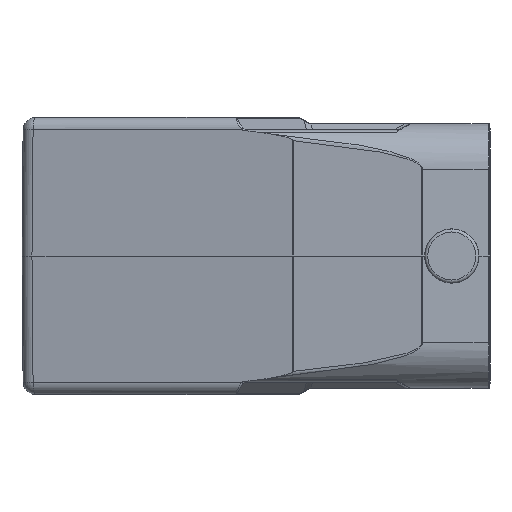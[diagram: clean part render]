
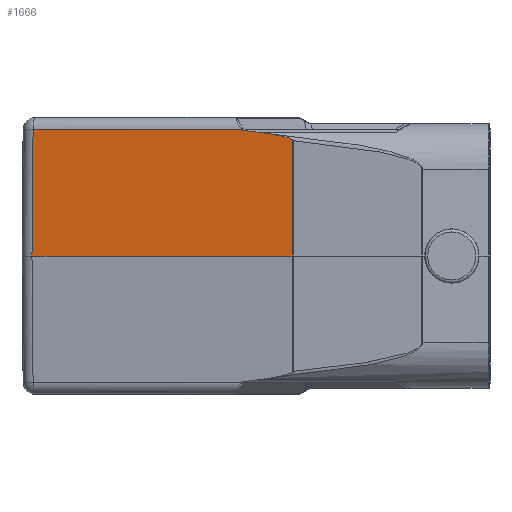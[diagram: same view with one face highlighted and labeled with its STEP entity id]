
A CAD part, left-side view. The second image highlights one B-rep face of the part: STEP entity #1666.
In plain terms, the highlighted planar face has unit normal (-0.982, 0.191, 0.009).
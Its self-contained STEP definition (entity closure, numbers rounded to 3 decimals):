
#330=B_SPLINE_CURVE_WITH_KNOTS('',3,(#17878,#17879,#17880,#17881,#17882,
#17883,#17884,#17885,#17886,#17887),.UNSPECIFIED.,.F.,.F.,(4,3,3,4),(0.,
0.078,0.383,1.),.UNSPECIFIED.);
#1103=FACE_OUTER_BOUND('',#2728,.T.);
#1666=ADVANCED_FACE('',(#1103),#1891,.T.);
#1891=PLANE('',#10439);
#2060=ELLIPSE('',#10420,39.308,7.5);
#2067=ELLIPSE('',#10437,10.482,2.);
#2728=EDGE_LOOP('',(#5721,#5722,#5723,#5724,#5725,#5726,#5727,#5728));
#5721=ORIENTED_EDGE('',*,*,#7892,.F.);
#5722=ORIENTED_EDGE('',*,*,#7889,.T.);
#5723=ORIENTED_EDGE('',*,*,#7885,.F.);
#5724=ORIENTED_EDGE('',*,*,#7854,.T.);
#5725=ORIENTED_EDGE('',*,*,#7845,.T.);
#5726=ORIENTED_EDGE('',*,*,#7842,.T.);
#5727=ORIENTED_EDGE('',*,*,#7958,.T.);
#5728=ORIENTED_EDGE('',*,*,#7977,.T.);
#6553=VERTEX_POINT('',#17888);
#6554=VERTEX_POINT('',#17889);
#6555=VERTEX_POINT('',#17954);
#6561=VERTEX_POINT('',#17972);
#6571=VERTEX_POINT('',#18118);
#6572=VERTEX_POINT('',#18124);
#6575=VERTEX_POINT('',#18132);
#6612=VERTEX_POINT('',#18319);
#7842=EDGE_CURVE('',#6553,#6554,#330,.T.);
#7845=EDGE_CURVE('',#6555,#6553,#8666,.T.);
#7854=EDGE_CURVE('',#6561,#6555,#8671,.T.);
#7885=EDGE_CURVE('',#6561,#6571,#8681,.T.);
#7889=EDGE_CURVE('',#6572,#6571,#8682,.T.);
#7892=EDGE_CURVE('',#6572,#6575,#8684,.T.);
#7958=EDGE_CURVE('',#6554,#6612,#2060,.T.);
#7977=EDGE_CURVE('',#6612,#6575,#2067,.T.);
#8666=LINE('',#17953,#9405);
#8671=LINE('',#17971,#9410);
#8681=LINE('',#18117,#9420);
#8682=LINE('',#18125,#9421);
#8684=LINE('',#18131,#9423);
#9405=VECTOR('',#12791,1.);
#9410=VECTOR('',#12810,1.);
#9420=VECTOR('',#12882,1.);
#9421=VECTOR('',#12893,1.);
#9423=VECTOR('',#12899,1.);
#10420=AXIS2_PLACEMENT_3D('',#18320,#13054,#13055);
#10437=AXIS2_PLACEMENT_3D('',#18389,#13097,#13098);
#10439=AXIS2_PLACEMENT_3D('',#18391,#13101,#13102);
#12791=DIRECTION('',(0.009,-0.001,1.));
#12810=DIRECTION('',(-0.191,-0.982,0.));
#12882=DIRECTION('',(0.007,-0.009,1.));
#12893=DIRECTION('',(0.191,0.982,0.));
#12899=DIRECTION('',(-0.13,-0.634,-0.763));
#13054=DIRECTION('',(-0.982,0.191,0.009));
#13055=DIRECTION('',(0.191,0.982,-0.002));
#13097=DIRECTION('',(-0.982,0.191,0.009));
#13098=DIRECTION('',(0.191,0.982,-0.002));
#13101=DIRECTION('',(-0.982,0.191,0.009));
#13102=DIRECTION('',(-0.191,-0.982,0.));
#17878=CARTESIAN_POINT('',(-44.58,0.024,18.83));
#17879=CARTESIAN_POINT('',(-44.566,0.091,18.904));
#17880=CARTESIAN_POINT('',(-44.548,0.182,18.952));
#17881=CARTESIAN_POINT('',(-44.53,0.271,18.996));
#17882=CARTESIAN_POINT('',(-44.461,0.618,19.168));
#17883=CARTESIAN_POINT('',(-44.387,0.998,19.267));
#17884=CARTESIAN_POINT('',(-44.313,1.373,19.362));
#17885=CARTESIAN_POINT('',(-44.164,2.132,19.555));
#17886=CARTESIAN_POINT('',(-44.012,2.904,19.694));
#17887=CARTESIAN_POINT('',(-43.861,3.676,19.818));
#17888=CARTESIAN_POINT('',(-44.58,0.024,18.83));
#17889=CARTESIAN_POINT('',(-43.861,3.676,19.818));
#17953=CARTESIAN_POINT('',(-44.743,0.048,-0.003));
#17954=CARTESIAN_POINT('',(-44.743,0.048,0.));
#17971=CARTESIAN_POINT('',(-36.514,42.382,0.));
#17972=CARTESIAN_POINT('',(-36.514,42.382,0.));
#18117=CARTESIAN_POINT('',(-36.511,42.379,0.362));
#18118=CARTESIAN_POINT('',(-36.366,42.203,20.517));
#18124=CARTESIAN_POINT('',(-42.957,8.295,20.517));
#18125=CARTESIAN_POINT('',(-42.957,8.295,20.517));
#18131=CARTESIAN_POINT('',(-43.2,7.109,19.091));
#18132=CARTESIAN_POINT('',(-42.981,8.178,20.377));
#18319=CARTESIAN_POINT('',(-43.44,5.83,20.136));
#18320=CARTESIAN_POINT('',(-39.128,28.295,14.));
#18389=CARTESIAN_POINT('',(-42.29,11.82,18.5));
#18391=CARTESIAN_POINT('',(-46.119,-7.035,0.));
